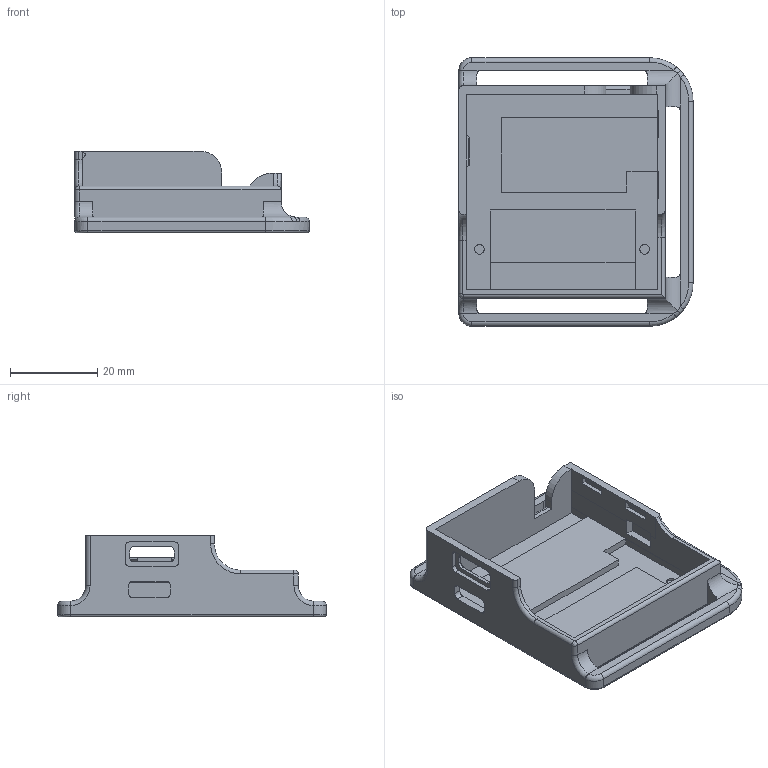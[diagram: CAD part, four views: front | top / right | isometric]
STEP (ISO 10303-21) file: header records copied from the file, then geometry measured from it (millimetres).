
FILE_DESCRIPTION(/* description */ (''),/* implementation_level */ '2;1');
FILE_NAME(/* name */ 'GarterCase.step',/* time_stamp */ '2024-07-15T23:00:52-04:00',/* author */ (''),/* organization */ (''),/* preprocessor_version */ 'ST-DEVELOPER v20',/* originating_system */ 'Autodesk Translation Framework v13.14.0.145',/* authorisation */ '');
FILE_SCHEMA (('AUTOMOTIVE_DESIGN { 1 0 10303 214 3 1 1 }'));
Length unit declared in the file: millimetre
Products named in the file (1): GarterCase
Bounding box: 53.64 x 61.49 x 18.73 mm (x, y, z)
Volume: 10655.5 mm3; surface area: 11472 mm2
Topology: 1 solids, 1 shells, 170 faces, 449 edges, 280 vertices
Faces by surface type: plane 82, cylinder 61, torus 20, bspline 7
Full cylindrical faces by diameter (mm): 2.211 x2
Entity records: 5506 total; most frequent: CARTESIAN_POINT 1205, ORIENTED_EDGE 898, DIRECTION 895, EDGE_CURVE 449, AXIS2_PLACEMENT_3D 303, LINE 289, VECTOR 289, VERTEX_POINT 280
